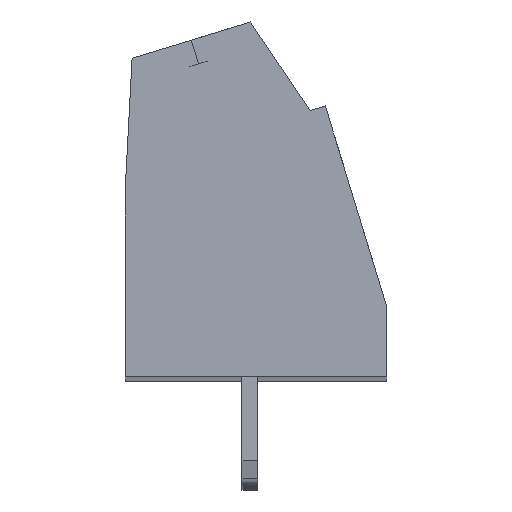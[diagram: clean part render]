
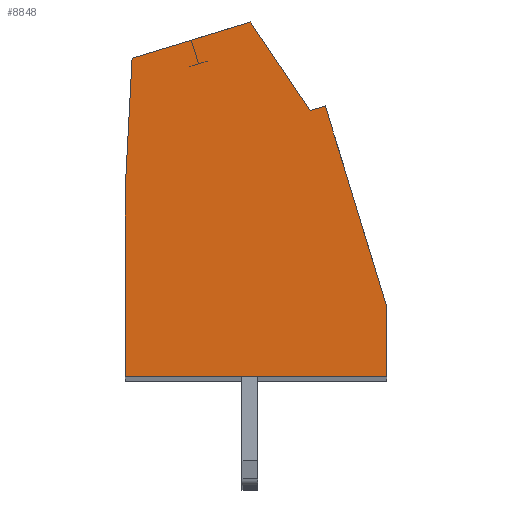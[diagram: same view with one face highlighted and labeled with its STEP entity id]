
A CAD part, top view. The second image highlights one B-rep face of the part: STEP entity #8848.
In plain terms, the highlighted planar face has unit normal (0, 0, 1).
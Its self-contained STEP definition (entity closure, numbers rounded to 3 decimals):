
#1043=DIRECTION('',(-0.292,0.956,0.));
#1044=VECTOR('',#1043,6.75);
#1045=CARTESIAN_POINT('',(4.2,-5.45,1.75));
#1046=LINE('',#1045,#1044);
#1047=DIRECTION('',(0.,1.,0.));
#1048=VECTOR('',#1047,2.25);
#1049=CARTESIAN_POINT('',(4.2,-7.7,1.75));
#1050=LINE('',#1049,#1048);
#1051=DIRECTION('',(1.,0.,0.));
#1052=VECTOR('',#1051,8.4);
#1053=CARTESIAN_POINT('',(-4.2,-7.7,1.75));
#1054=LINE('',#1053,#1052);
#1055=DIRECTION('',(0.,-1.,0.));
#1056=VECTOR('',#1055,6.071);
#1057=CARTESIAN_POINT('',(-4.2,-1.629,1.75));
#1058=LINE('',#1057,#1056);
#1059=DIRECTION('',(-0.052,-0.999,0.));
#1060=VECTOR('',#1059,4.172);
#1061=CARTESIAN_POINT('',(-3.982,2.537,1.75));
#1062=LINE('',#1061,#1060);
#1063=DIRECTION('',(-0.956,-0.292,0.));
#1064=VECTOR('',#1063,3.978);
#1065=CARTESIAN_POINT('',(-0.177,3.7,1.75));
#1066=LINE('',#1065,#1064);
#1067=DIRECTION('',(-0.559,0.829,0.));
#1068=VECTOR('',#1067,3.43);
#1069=CARTESIAN_POINT('',(1.741,0.857,1.75));
#1070=LINE('',#1069,#1068);
#1071=DIRECTION('',(-0.956,-0.292,0.));
#1072=VECTOR('',#1071,0.508);
#1073=CARTESIAN_POINT('',(2.226,1.005,1.75));
#1074=LINE('',#1073,#1072);
#6243=CARTESIAN_POINT('',(4.2,-5.45,1.75));
#6244=CARTESIAN_POINT('',(2.226,1.005,1.75));
#6245=VERTEX_POINT('',#6243);
#6246=VERTEX_POINT('',#6244);
#6247=CARTESIAN_POINT('',(1.741,0.857,1.75));
#6248=VERTEX_POINT('',#6247);
#6249=CARTESIAN_POINT('',(-0.177,3.7,1.75));
#6250=VERTEX_POINT('',#6249);
#6251=CARTESIAN_POINT('',(-3.982,2.537,1.75));
#6252=VERTEX_POINT('',#6251);
#6253=CARTESIAN_POINT('',(-4.2,-1.629,1.75));
#6254=VERTEX_POINT('',#6253);
#6255=CARTESIAN_POINT('',(-4.2,-7.7,1.75));
#6256=VERTEX_POINT('',#6255);
#6257=CARTESIAN_POINT('',(4.2,-7.7,1.75));
#6258=VERTEX_POINT('',#6257);
#8833=CARTESIAN_POINT('',(0.,0.,1.75));
#8834=DIRECTION('',(0.,0.,1.));
#8835=DIRECTION('',(1.,0.,0.));
#8836=AXIS2_PLACEMENT_3D('',#8833,#8834,#8835);
#8837=PLANE('',#8836);
#8838=ORIENTED_EDGE('',*,*,#8131,.F.);
#8839=ORIENTED_EDGE('',*,*,#8376,.F.);
#8840=ORIENTED_EDGE('',*,*,#8390,.F.);
#8841=ORIENTED_EDGE('',*,*,#8634,.F.);
#8842=ORIENTED_EDGE('',*,*,#8648,.F.);
#8843=ORIENTED_EDGE('',*,*,#8662,.F.);
#8844=ORIENTED_EDGE('',*,*,#8814,.F.);
#8845=ORIENTED_EDGE('',*,*,#8827,.F.);
#8846=EDGE_LOOP('',(#8838,#8839,#8840,#8841,#8842,#8843,#8844,#8845));
#8847=FACE_OUTER_BOUND('',#8846,.F.);
#8131=EDGE_CURVE('',#6245,#6246,#1046,.T.);
#8376=EDGE_CURVE('',#6258,#6245,#1050,.T.);
#8390=EDGE_CURVE('',#6256,#6258,#1054,.T.);
#8634=EDGE_CURVE('',#6254,#6256,#1058,.T.);
#8648=EDGE_CURVE('',#6252,#6254,#1062,.T.);
#8662=EDGE_CURVE('',#6250,#6252,#1066,.T.);
#8814=EDGE_CURVE('',#6248,#6250,#1070,.T.);
#8827=EDGE_CURVE('',#6246,#6248,#1074,.T.);
#8848=ADVANCED_FACE('',(#8847),#8837,.T.);
